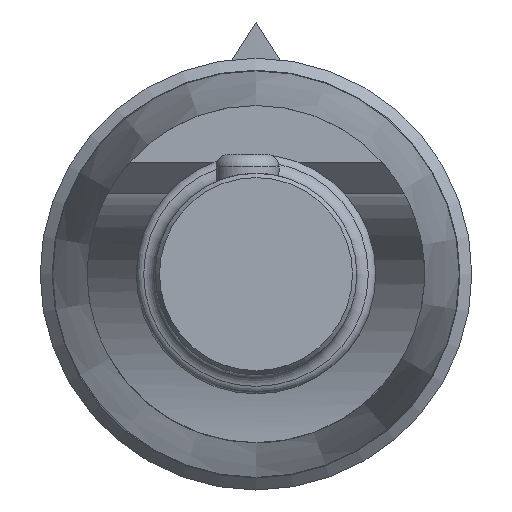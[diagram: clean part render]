
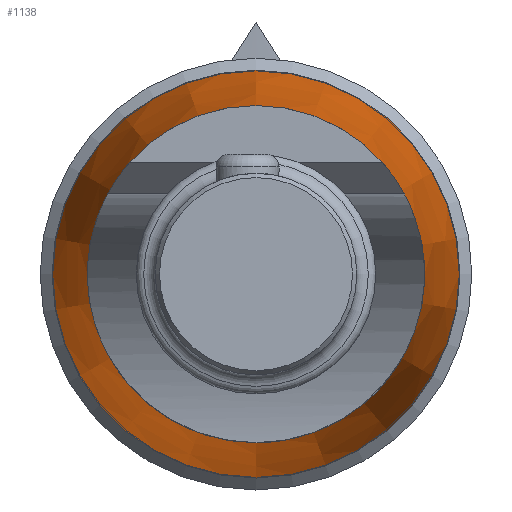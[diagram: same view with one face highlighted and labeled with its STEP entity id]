
A CAD part, left-side view. The second image highlights one B-rep face of the part: STEP entity #1138.
In plain terms, the highlighted conical face has half-angle 7.977 degrees and reference radius 16.175 mm.
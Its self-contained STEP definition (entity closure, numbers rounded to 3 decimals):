
#31=CONICAL_SURFACE('',#1250,16.175,0.139);
#282=ORIENTED_EDGE('',*,*,#384,.F.);
#283=ORIENTED_EDGE('',*,*,#383,.T.);
#383=EDGE_CURVE('',#454,#454,#509,.T.);
#384=EDGE_CURVE('',#455,#455,#510,.T.);
#454=VERTEX_POINT('',#1802);
#455=VERTEX_POINT('',#1805);
#509=CIRCLE('',#1249,16.175);
#510=CIRCLE('',#1251,13.373);
#595=EDGE_LOOP('',(#282));
#596=EDGE_LOOP('',(#283));
#686=FACE_BOUND('',#595,.T.);
#687=FACE_BOUND('',#596,.T.);
#1138=ADVANCED_FACE('',(#686,#687),#31,.T.);
#1249=AXIS2_PLACEMENT_3D('',#1801,#1476,#1477);
#1250=AXIS2_PLACEMENT_3D('',#1803,#1478,#1479);
#1251=AXIS2_PLACEMENT_3D('',#1804,#1480,#1481);
#1476=DIRECTION('',(-1.,0.,0.));
#1477=DIRECTION('',(0.,0.,1.));
#1478=DIRECTION('',(1.,0.,0.));
#1479=DIRECTION('',(0.,0.,-1.));
#1480=DIRECTION('',(-1.,0.,0.));
#1481=DIRECTION('',(0.,0.,1.));
#1801=CARTESIAN_POINT('',(-56.,0.,0.));
#1802=CARTESIAN_POINT('',(-56.,0.,16.175));
#1803=CARTESIAN_POINT('',(-56.,0.,0.));
#1804=CARTESIAN_POINT('',(-76.,0.,0.));
#1805=CARTESIAN_POINT('',(-76.,0.,-13.373));
